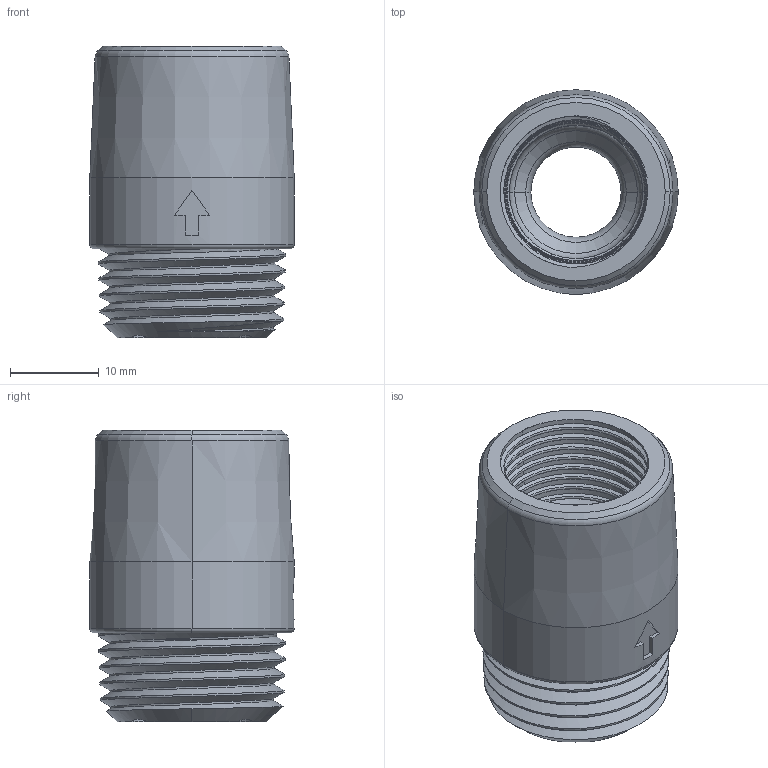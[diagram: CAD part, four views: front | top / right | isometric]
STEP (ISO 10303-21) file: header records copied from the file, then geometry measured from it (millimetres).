
FILE_DESCRIPTION (( 'STEP AP214' ), '1' );
FILE_NAME ('one_way_valve V2 B.STEP', '2020-03-23T02:20:40', ( '' ), ( '' ), 'SwSTEP 2.0', 'SolidWorks 2019', '' );
FILE_SCHEMA (( 'AUTOMOTIVE_DESIGN' ));
Length unit declared in the file: millimetre
Products named in the file (3): one_way_valve V1 B; 1455N114_1_2 NPT NIPPLE_1455N114; one_way_valve V2 B
Assembly tree (2 placements, depth 2):
  one_way_valve V2 B
    one_way_valve V1 B
    1455N114_1_2 NPT NIPPLE_1455N114
Bounding box: 23 x 23 x 32.81 mm (x, y, z)
Volume: 6401.5 mm3; surface area: 5108.4 mm2
Topology: 2 solids, 2 shells, 101 faces, 276 edges, 179 vertices
Faces by surface type: cone 44, cylinder 24, plane 19, torus 8, bspline 6
Entity records: 13828 total; most frequent: CARTESIAN_POINT 10743, ORIENTED_EDGE 552, DIRECTION 473, EDGE_CURVE 276, AXIS2_PLACEMENT_3D 194, VERTEX_POINT 179, EDGE_LOOP 105, FACE_OUTER_BOUND 101
